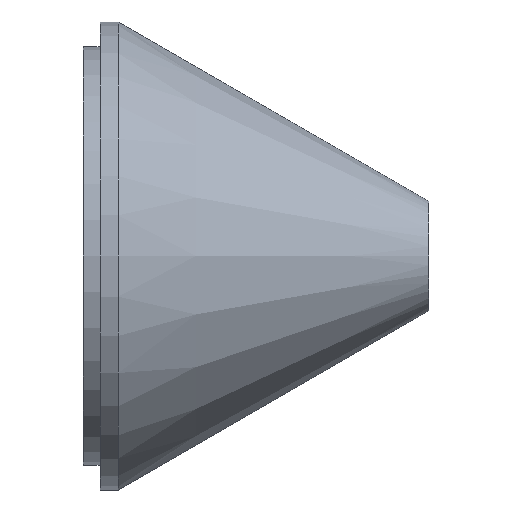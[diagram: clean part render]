
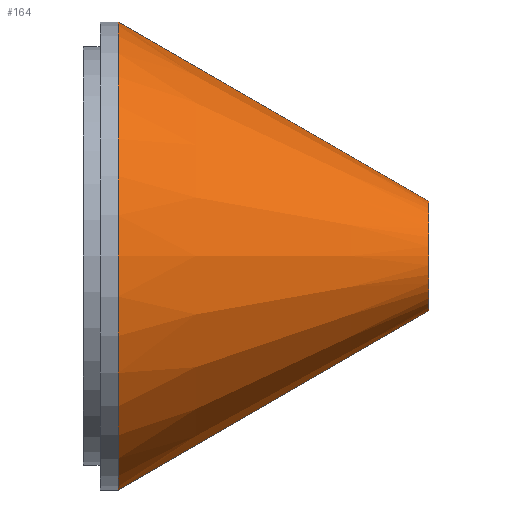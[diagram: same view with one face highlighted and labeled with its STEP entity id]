
A CAD part, front view. The second image highlights one B-rep face of the part: STEP entity #164.
In plain terms, the highlighted conical face has half-angle 30 degrees and reference radius 5.5 mm.
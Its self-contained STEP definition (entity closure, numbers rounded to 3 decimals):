
#85 = DIRECTION ( 'NONE',  ( -1., 0., 0. ) ) ;
#109 = ORIENTED_EDGE ( 'NONE', *, *, #1135, .T. ) ;
#115 = DIRECTION ( 'NONE',  ( -1., 0., 0. ) ) ;
#133 = EDGE_CURVE ( 'NONE', #184, #413, #661, .T. ) ;
#164 = ADVANCED_FACE ( 'NONE', ( #386 ), #1157, .T. ) ;
#184 = VERTEX_POINT ( 'NONE', #335 ) ;
#231 = DIRECTION ( 'NONE',  ( -1., 0., 0. ) ) ;
#250 = ORIENTED_EDGE ( 'NONE', *, *, #862, .T. ) ;
#261 = CARTESIAN_POINT ( 'NONE',  ( 3.523, 0., 23.5 ) ) ;
#335 = CARTESIAN_POINT ( 'NONE',  ( 34.7, 0., -5.5 ) ) ;
#383 = ORIENTED_EDGE ( 'NONE', *, *, #133, .F. ) ;
#386 = FACE_OUTER_BOUND ( 'NONE', #1120, .T. ) ;
#413 = VERTEX_POINT ( 'NONE', #1051 ) ;
#417 = DIRECTION ( 'NONE',  ( 0., 0., 1. ) ) ;
#495 = ORIENTED_EDGE ( 'NONE', *, *, #701, .F. ) ;
#590 = VERTEX_POINT ( 'NONE', #928 ) ;
#629 = DIRECTION ( 'NONE',  ( -0.866, 0., 0.5 ) ) ;
#637 = AXIS2_PLACEMENT_3D ( 'NONE', #821, #85, #1097 ) ;
#657 = VECTOR ( 'NONE', #629, 1000. ) ;
#661 = LINE ( 'NONE', #754, #802 ) ;
#701 = EDGE_CURVE ( 'NONE', #413, #868, #779, .T. ) ;
#727 = LINE ( 'NONE', #1095, #657 ) ;
#754 = CARTESIAN_POINT ( 'NONE',  ( 34.7, 0., -5.5 ) ) ;
#779 = CIRCLE ( 'NONE', #950, 23.5 ) ;
#802 = VECTOR ( 'NONE', #955, 1000. ) ;
#821 = CARTESIAN_POINT ( 'NONE',  ( 34.7, 0., 0. ) ) ;
#840 = CIRCLE ( 'NONE', #637, 5.5 ) ;
#842 = AXIS2_PLACEMENT_3D ( 'NONE', #1117, #231, #417 ) ;
#849 = DIRECTION ( 'NONE',  ( 0., 0., 1. ) ) ;
#862 = EDGE_CURVE ( 'NONE', #184, #590, #840, .T. ) ;
#868 = VERTEX_POINT ( 'NONE', #261 ) ;
#928 = CARTESIAN_POINT ( 'NONE',  ( 34.7, 0., 5.5 ) ) ;
#950 = AXIS2_PLACEMENT_3D ( 'NONE', #1111, #115, #849 ) ;
#955 = DIRECTION ( 'NONE',  ( -0.866, 0., -0.5 ) ) ;
#1051 = CARTESIAN_POINT ( 'NONE',  ( 3.523, 0., -23.5 ) ) ;
#1095 = CARTESIAN_POINT ( 'NONE',  ( 34.7, 0., 5.5 ) ) ;
#1097 = DIRECTION ( 'NONE',  ( 0., 0., 1. ) ) ;
#1111 = CARTESIAN_POINT ( 'NONE',  ( 3.523, 0., 0. ) ) ;
#1117 = CARTESIAN_POINT ( 'NONE',  ( 34.7, 0., 0. ) ) ;
#1120 = EDGE_LOOP ( 'NONE', ( #383, #250, #109, #495 ) ) ;
#1135 = EDGE_CURVE ( 'NONE', #590, #868, #727, .T. ) ;
#1157 = CONICAL_SURFACE ( 'NONE', #842, 5.5, 0.524 ) ;
